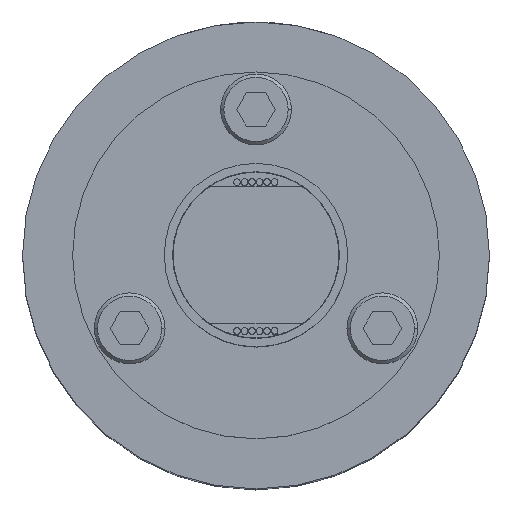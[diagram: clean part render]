
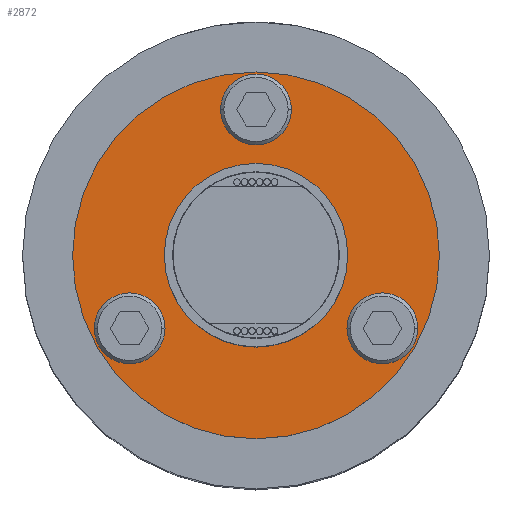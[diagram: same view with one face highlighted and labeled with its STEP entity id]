
A CAD part, top view. The second image highlights one B-rep face of the part: STEP entity #2872.
In plain terms, the highlighted planar face has unit normal (0, 0, 1).
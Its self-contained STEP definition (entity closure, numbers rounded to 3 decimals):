
#9 = VERTEX_POINT ( 'NONE', #884 ) ;
#13 = ORIENTED_EDGE ( 'NONE', *, *, #1599, .F. ) ;
#101 = DIRECTION ( 'NONE',  ( 1., 0., 0. ) ) ;
#108 = EDGE_LOOP ( 'NONE', ( #13, #3155 ) ) ;
#170 = VERTEX_POINT ( 'NONE', #2494 ) ;
#182 = AXIS2_PLACEMENT_3D ( 'NONE', #1448, #4492, #1899 ) ;
#204 = ORIENTED_EDGE ( 'NONE', *, *, #3452, .F. ) ;
#331 = ORIENTED_EDGE ( 'NONE', *, *, #1179, .F. ) ;
#525 = VERTEX_POINT ( 'NONE', #1327 ) ;
#585 = VERTEX_POINT ( 'NONE', #3098 ) ;
#586 = VERTEX_POINT ( 'NONE', #929 ) ;
#633 = ORIENTED_EDGE ( 'NONE', *, *, #4313, .T. ) ;
#718 = CARTESIAN_POINT ( 'NONE',  ( 0., 0., 76.4 ) ) ;
#768 = CARTESIAN_POINT ( 'NONE',  ( -22., 0., 76.4 ) ) ;
#800 = EDGE_LOOP ( 'NONE', ( #5016, #5009 ) ) ;
#854 = AXIS2_PLACEMENT_3D ( 'NONE', #3926, #1315, #4354 ) ;
#857 = EDGE_CURVE ( 'NONE', #170, #5311, #5318, .T. ) ;
#884 = CARTESIAN_POINT ( 'NONE',  ( 10.905, -8.75, 76.4 ) ) ;
#929 = CARTESIAN_POINT ( 'NONE',  ( -4.25, 17.5, 76.4 ) ) ;
#942 = ORIENTED_EDGE ( 'NONE', *, *, #3646, .F. ) ;
#1008 = EDGE_CURVE ( 'NONE', #5311, #170, #5526, .T. ) ;
#1080 = AXIS2_PLACEMENT_3D ( 'NONE', #1207, #4246, #1650 ) ;
#1155 = DIRECTION ( 'NONE',  ( 1., 0., 0. ) ) ;
#1170 = CIRCLE ( 'NONE', #182, 4.25 ) ;
#1179 = EDGE_CURVE ( 'NONE', #585, #9, #2666, .T. ) ;
#1202 = VERTEX_POINT ( 'NONE', #2518 ) ;
#1207 = CARTESIAN_POINT ( 'NONE',  ( 15.155, -8.75, 76.4 ) ) ;
#1315 = DIRECTION ( 'NONE',  ( 0., 0., 1. ) ) ;
#1327 = CARTESIAN_POINT ( 'NONE',  ( 11., 0., 76.4 ) ) ;
#1336 = AXIS2_PLACEMENT_3D ( 'NONE', #2163, #5186, #2585 ) ;
#1448 = CARTESIAN_POINT ( 'NONE',  ( -15.155, -8.75, 76.4 ) ) ;
#1484 = EDGE_CURVE ( 'NONE', #2249, #586, #4649, .T. ) ;
#1503 = CARTESIAN_POINT ( 'NONE',  ( -15.155, -8.75, 76.4 ) ) ;
#1599 = EDGE_CURVE ( 'NONE', #586, #2249, #4803, .T. ) ;
#1650 = DIRECTION ( 'NONE',  ( -0.5, -0.866, 0. ) ) ;
#1732 = CIRCLE ( 'NONE', #2170, 4.25 ) ;
#1787 = EDGE_LOOP ( 'NONE', ( #3309, #633 ) ) ;
#1829 = DIRECTION ( 'NONE',  ( 0., 0., 1. ) ) ;
#1899 = DIRECTION ( 'NONE',  ( -0.5, 0.866, 0. ) ) ;
#1913 = CARTESIAN_POINT ( 'NONE',  ( 0., 0., 76.4 ) ) ;
#1951 = DIRECTION ( 'NONE',  ( -0.5, 0.866, 0. ) ) ;
#1988 = EDGE_CURVE ( 'NONE', #1202, #525, #3323, .T. ) ;
#1998 = FACE_BOUND ( 'NONE', #5087, .T. ) ;
#2078 = AXIS2_PLACEMENT_3D ( 'NONE', #718, #3771, #1155 ) ;
#2163 = CARTESIAN_POINT ( 'NONE',  ( 0., 0., 76.4 ) ) ;
#2170 = AXIS2_PLACEMENT_3D ( 'NONE', #1503, #4552, #1951 ) ;
#2234 = PLANE ( 'NONE',  #4480 ) ;
#2249 = VERTEX_POINT ( 'NONE', #5147 ) ;
#2252 = FACE_BOUND ( 'NONE', #1787, .T. ) ;
#2346 = DIRECTION ( 'NONE',  ( 1., 0., 0. ) ) ;
#2458 = CARTESIAN_POINT ( 'NONE',  ( 15.155, -8.75, 76.4 ) ) ;
#2462 = AXIS2_PLACEMENT_3D ( 'NONE', #1913, #4955, #2346 ) ;
#2465 = ORIENTED_EDGE ( 'NONE', *, *, #5116, .F. ) ;
#2484 = DIRECTION ( 'NONE',  ( 0., 0., 1. ) ) ;
#2494 = CARTESIAN_POINT ( 'NONE',  ( 22., 0., 76.4 ) ) ;
#2518 = CARTESIAN_POINT ( 'NONE',  ( -11., 0., 76.4 ) ) ;
#2585 = DIRECTION ( 'NONE',  ( 1., 0., 0. ) ) ;
#2666 = CIRCLE ( 'NONE', #1080, 4.25 ) ;
#2697 = VERTEX_POINT ( 'NONE', #3319 ) ;
#2716 = DIRECTION ( 'NONE',  ( 0., 0., -1. ) ) ;
#2872 = ADVANCED_FACE ( 'NONE', ( #5451, #2252, #4290, #3147, #1998 ), #2234, .T. ) ;
#2909 = DIRECTION ( 'NONE',  ( -0.5, -0.866, 0. ) ) ;
#2995 = VERTEX_POINT ( 'NONE', #3638 ) ;
#3098 = CARTESIAN_POINT ( 'NONE',  ( 19.405, -8.75, 76.4 ) ) ;
#3147 = FACE_BOUND ( 'NONE', #108, .T. ) ;
#3155 = ORIENTED_EDGE ( 'NONE', *, *, #1484, .F. ) ;
#3191 = AXIS2_PLACEMENT_3D ( 'NONE', #5308, #2716, #101 ) ;
#3309 = ORIENTED_EDGE ( 'NONE', *, *, #1988, .T. ) ;
#3319 = CARTESIAN_POINT ( 'NONE',  ( -19.405, -8.75, 76.4 ) ) ;
#3323 = CIRCLE ( 'NONE', #1336, 11. ) ;
#3452 = EDGE_CURVE ( 'NONE', #9, #585, #5179, .T. ) ;
#3638 = CARTESIAN_POINT ( 'NONE',  ( -10.905, -8.75, 76.4 ) ) ;
#3646 = EDGE_CURVE ( 'NONE', #2697, #2995, #1170, .T. ) ;
#3771 = DIRECTION ( 'NONE',  ( 0., 0., 1. ) ) ;
#3894 = AXIS2_PLACEMENT_3D ( 'NONE', #2458, #5496, #2909 ) ;
#3926 = CARTESIAN_POINT ( 'NONE',  ( 0., 17.5, 76.4 ) ) ;
#4246 = DIRECTION ( 'NONE',  ( 0., 0., 1. ) ) ;
#4290 = FACE_OUTER_BOUND ( 'NONE', #800, .T. ) ;
#4313 = EDGE_CURVE ( 'NONE', #525, #1202, #5141, .T. ) ;
#4354 = DIRECTION ( 'NONE',  ( 1., 0., 0. ) ) ;
#4416 = CARTESIAN_POINT ( 'NONE',  ( 0., 0., 76.4 ) ) ;
#4471 = AXIS2_PLACEMENT_3D ( 'NONE', #5092, #2484, #5512 ) ;
#4480 = AXIS2_PLACEMENT_3D ( 'NONE', #4416, #1829, #4857 ) ;
#4492 = DIRECTION ( 'NONE',  ( 0., 0., 1. ) ) ;
#4552 = DIRECTION ( 'NONE',  ( 0., 0., 1. ) ) ;
#4649 = CIRCLE ( 'NONE', #4471, 4.25 ) ;
#4803 = CIRCLE ( 'NONE', #854, 4.25 ) ;
#4857 = DIRECTION ( 'NONE',  ( 1., 0., 0. ) ) ;
#4955 = DIRECTION ( 'NONE',  ( 0., 0., 1. ) ) ;
#4957 = EDGE_LOOP ( 'NONE', ( #204, #331 ) ) ;
#5009 = ORIENTED_EDGE ( 'NONE', *, *, #857, .T. ) ;
#5016 = ORIENTED_EDGE ( 'NONE', *, *, #1008, .T. ) ;
#5087 = EDGE_LOOP ( 'NONE', ( #942, #2465 ) ) ;
#5092 = CARTESIAN_POINT ( 'NONE',  ( 0., 17.5, 76.4 ) ) ;
#5116 = EDGE_CURVE ( 'NONE', #2995, #2697, #1732, .T. ) ;
#5141 = CIRCLE ( 'NONE', #3191, 11. ) ;
#5147 = CARTESIAN_POINT ( 'NONE',  ( 4.25, 17.5, 76.4 ) ) ;
#5179 = CIRCLE ( 'NONE', #3894, 4.25 ) ;
#5186 = DIRECTION ( 'NONE',  ( 0., 0., -1. ) ) ;
#5308 = CARTESIAN_POINT ( 'NONE',  ( 0., 0., 76.4 ) ) ;
#5311 = VERTEX_POINT ( 'NONE', #768 ) ;
#5318 = CIRCLE ( 'NONE', #2462, 22. ) ;
#5451 = FACE_BOUND ( 'NONE', #4957, .T. ) ;
#5496 = DIRECTION ( 'NONE',  ( 0., 0., 1. ) ) ;
#5512 = DIRECTION ( 'NONE',  ( 1., 0., 0. ) ) ;
#5526 = CIRCLE ( 'NONE', #2078, 22. ) ;
